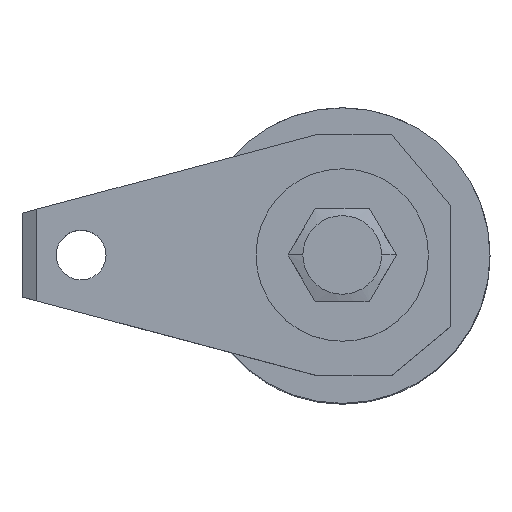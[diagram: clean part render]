
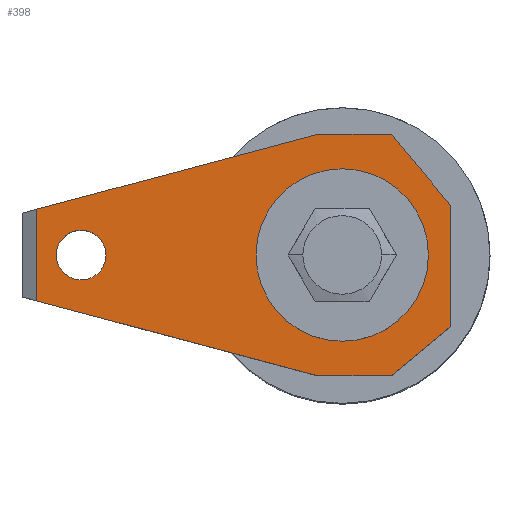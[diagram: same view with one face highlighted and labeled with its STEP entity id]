
A CAD part, top view. The second image highlights one B-rep face of the part: STEP entity #398.
In plain terms, the highlighted planar face has unit normal (0, 0, 1).
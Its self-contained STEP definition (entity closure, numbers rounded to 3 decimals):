
#356=VERTEX_POINT('',#980);
#386=EDGE_CURVE('',#418,#816,#1014,.T.);
#392=EDGE_CURVE('',#638,#892,#1020,.T.);
#398=ADVANCED_FACE('',(#1027,#1028,#1029),#1030,.T.);
#418=VERTEX_POINT('',#1053);
#420=EDGE_CURVE('',#560,#526,#1055,.T.);
#426=EDGE_CURVE('',#526,#638,#1061,.T.);
#446=EDGE_CURVE('',#682,#810,#1084,.T.);
#448=EDGE_CURVE('',#874,#682,#1086,.T.);
#478=EDGE_CURVE('',#892,#874,#1121,.T.);
#526=VERTEX_POINT('',#1176);
#560=VERTEX_POINT('',#1212);
#584=EDGE_CURVE('',#816,#418,#1239,.T.);
#620=VERTEX_POINT('',#1278);
#638=VERTEX_POINT('',#1297);
#682=VERTEX_POINT('',#1346);
#690=EDGE_CURVE('',#356,#810,#1357,.T.);
#790=VERTEX_POINT('',#1468);
#810=VERTEX_POINT('',#1489);
#816=VERTEX_POINT('',#1496);
#874=VERTEX_POINT('',#1561);
#892=VERTEX_POINT('',#1580);
#922=EDGE_CURVE('',#790,#620,#1614,.T.);
#930=EDGE_CURVE('',#620,#790,#1623,.T.);
#940=EDGE_CURVE('',#356,#560,#1635,.T.);
#980=CARTESIAN_POINT('',(22.0,10.1,158.0));
#1014=CIRCLE('',#1718,6.0);
#1020=LINE('',#1726,#1727);
#1027=FACE_BOUND('',#1735,.T.);
#1028=FACE_OUTER_BOUND('',#1736,.T.);
#1029=FACE_BOUND('',#1737,.T.);
#1030=PLANE('',#1738);
#1053=CARTESIAN_POINT('',(6.0,0.,158.0));
#1055=LINE('',#1770,#1771);
#1061=LINE('',#1780,#1781);
#1084=LINE('',#1815,#1816);
#1086=LINE('',#1819,#1820);
#1121=LINE('',#1886,#1887);
#1176=CARTESIAN_POINT('',(-5.0,24.5,158.0));
#1212=CARTESIAN_POINT('',(10.0,24.5,158.0));
#1239=CIRCLE('',#2044,6.0);
#1278=CARTESIAN_POINT('',(-47.947,0.0,158.0));
#1297=CARTESIAN_POINT('',(-62.004,9.299,158.0));
#1346=CARTESIAN_POINT('',(10.0,-24.5,158.0));
#1357=LINE('',#2197,#2198);
#1468=CARTESIAN_POINT('',(-58.053,0.,158.0));
#1489=CARTESIAN_POINT('',(22.0,-14.5,158.0));
#1496=CARTESIAN_POINT('',(-6.0,0.,158.0));
#1561=CARTESIAN_POINT('',(-5.0,-24.5,158.0));
#1580=CARTESIAN_POINT('',(-62.004,-9.299,158.0));
#1614=CIRCLE('',#2576,5.053);
#1623=CIRCLE('',#2589,5.053);
#1635=LINE('',#2604,#2605);
#1718=AXIS2_PLACEMENT_3D('',#2674,#2675,#2676);
#1726=CARTESIAN_POINT('',(-62.004,0.,158.0));
#1727=VECTOR('',#2680,1.0);
#1735=EDGE_LOOP('',(#2693,#2694));
#1736=EDGE_LOOP('',(#2695,#2696,#2697,#2698,#2699,#2700,#2701,#2702));
#1737=EDGE_LOOP('',(#2703,#2704));
#1738=AXIS2_PLACEMENT_3D('',#2705,#2706,#2707);
#1770=CARTESIAN_POINT('',(22.0,24.5,158.0));
#1771=VECTOR('',#2732,1.0);
#1780=CARTESIAN_POINT('',(-34.659,16.591,158.0));
#1781=VECTOR('',#2734,1.0);
#1815=CARTESIAN_POINT('',(-5.222,-37.185,158.0));
#1816=VECTOR('',#2758,1.0);
#1819=CARTESIAN_POINT('',(22.0,-24.5,158.0));
#1820=VECTOR('',#2759,1.0);
#1886=CARTESIAN_POINT('',(-64.659,-8.591,158.0));
#1887=VECTOR('',#2807,1.0);
#2044=AXIS2_PLACEMENT_3D('',#2945,#2946,#2947);
#2197=CARTESIAN_POINT('',(22.0,0.,158.0));
#2198=VECTOR('',#3086,1.0);
#2576=AXIS2_PLACEMENT_3D('',#3347,#3348,#3349);
#2589=AXIS2_PLACEMENT_3D('',#3362,#3363,#3364);
#2604=CARTESIAN_POINT('',(7.27,27.776,158.0));
#2605=VECTOR('',#3380,1.0);
#2674=CARTESIAN_POINT('',(0.,0.,158.0));
#2675=DIRECTION('',(0.0,0.,-1.0));
#2676=DIRECTION('',(1.0,0.,0.));
#2680=DIRECTION('',(0.0,-1.0,0.));
#2693=ORIENTED_EDGE('',*,*,#386,.T.);
#2694=ORIENTED_EDGE('',*,*,#584,.T.);
#2695=ORIENTED_EDGE('',*,*,#426,.T.);
#2696=ORIENTED_EDGE('',*,*,#392,.T.);
#2697=ORIENTED_EDGE('',*,*,#478,.T.);
#2698=ORIENTED_EDGE('',*,*,#448,.T.);
#2699=ORIENTED_EDGE('',*,*,#446,.T.);
#2700=ORIENTED_EDGE('',*,*,#690,.F.);
#2701=ORIENTED_EDGE('',*,*,#940,.T.);
#2702=ORIENTED_EDGE('',*,*,#420,.T.);
#2703=ORIENTED_EDGE('',*,*,#930,.T.);
#2704=ORIENTED_EDGE('',*,*,#922,.T.);
#2705=CARTESIAN_POINT('',(-62.004,0.,158.0));
#2706=DIRECTION('',(0.0,0.,1.0));
#2707=DIRECTION('',(0.0,-1.0,0.));
#2732=DIRECTION('',(-1.0,0.0,0.0));
#2734=DIRECTION('',(-0.966,-0.258,0.));
#2758=DIRECTION('',(0.768,0.64,0.));
#2759=DIRECTION('',(1.0,0.0,0.0));
#2807=DIRECTION('',(0.966,-0.258,0.));
#2945=CARTESIAN_POINT('',(0.,0.,158.0));
#2946=DIRECTION('',(0.0,0.,-1.0));
#2947=DIRECTION('',(1.0,0.,0.));
#3086=DIRECTION('',(0.0,-1.0,0.));
#3347=CARTESIAN_POINT('',(-53.0,0.0,158.0));
#3348=DIRECTION('',(0.0,0.,-1.0));
#3349=DIRECTION('',(1.0,0.0,0.0));
#3362=CARTESIAN_POINT('',(-53.0,0.0,158.0));
#3363=DIRECTION('',(0.0,0.,-1.0));
#3364=DIRECTION('',(1.0,0.0,0.0));
#3380=DIRECTION('',(-0.64,0.768,0.));
